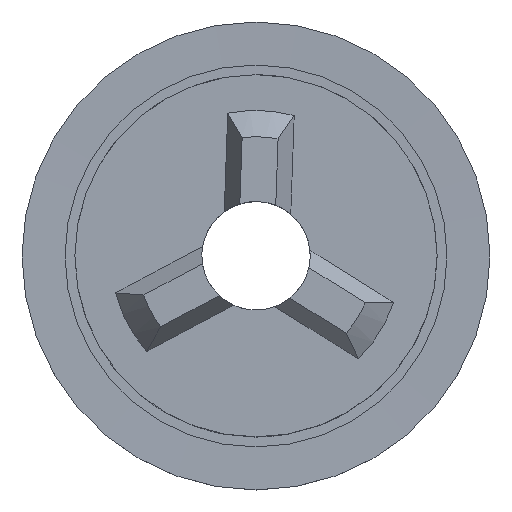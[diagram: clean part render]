
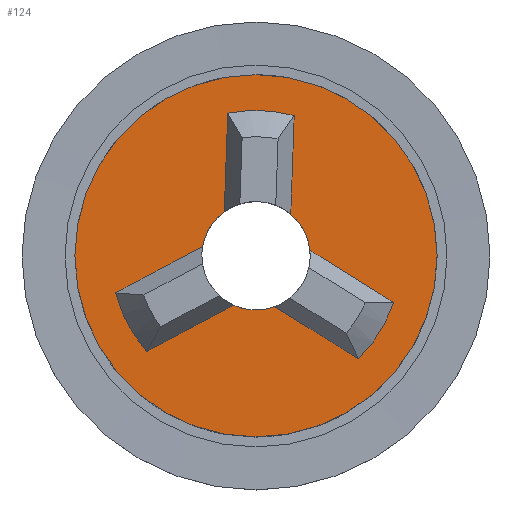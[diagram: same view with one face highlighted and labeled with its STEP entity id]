
A CAD part, top view. The second image highlights one B-rep face of the part: STEP entity #124.
In plain terms, the highlighted planar face has unit normal (0, 0, 1).
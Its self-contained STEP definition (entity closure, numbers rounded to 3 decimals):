
#72=LINE('',#776,#84);
#73=LINE('',#780,#85);
#74=LINE('',#781,#86);
#75=LINE('',#785,#87);
#76=LINE('',#786,#88);
#77=LINE('',#790,#89);
#84=VECTOR('',#602,1.);
#85=VECTOR('',#605,1.);
#86=VECTOR('',#606,1.);
#87=VECTOR('',#609,1.);
#88=VECTOR('',#610,1.);
#89=VECTOR('',#613,1.);
#97=PLANE('',#534);
#124=ADVANCED_FACE('',(#163,#164),#97,.T.);
#163=FACE_BOUND('',#195,.T.);
#164=FACE_BOUND('',#196,.T.);
#195=EDGE_LOOP('',(#252,#253,#254,#255,#256,#257,#258,#259,#260,#261,#262,
#263));
#196=EDGE_LOOP('',(#264));
#252=ORIENTED_EDGE('',*,*,#386,.F.);
#253=ORIENTED_EDGE('',*,*,#396,.F.);
#254=ORIENTED_EDGE('',*,*,#397,.T.);
#255=ORIENTED_EDGE('',*,*,#398,.T.);
#256=ORIENTED_EDGE('',*,*,#382,.F.);
#257=ORIENTED_EDGE('',*,*,#399,.F.);
#258=ORIENTED_EDGE('',*,*,#400,.T.);
#259=ORIENTED_EDGE('',*,*,#401,.T.);
#260=ORIENTED_EDGE('',*,*,#391,.F.);
#261=ORIENTED_EDGE('',*,*,#402,.F.);
#262=ORIENTED_EDGE('',*,*,#403,.T.);
#263=ORIENTED_EDGE('',*,*,#404,.T.);
#264=ORIENTED_EDGE('',*,*,#405,.F.);
#341=VERTEX_POINT('',#727);
#342=VERTEX_POINT('',#729);
#345=VERTEX_POINT('',#741);
#346=VERTEX_POINT('',#743);
#350=VERTEX_POINT('',#760);
#351=VERTEX_POINT('',#762);
#355=VERTEX_POINT('',#777);
#356=VERTEX_POINT('',#779);
#357=VERTEX_POINT('',#782);
#358=VERTEX_POINT('',#784);
#359=VERTEX_POINT('',#787);
#360=VERTEX_POINT('',#789);
#361=VERTEX_POINT('',#792);
#382=EDGE_CURVE('',#341,#342,#433,.T.);
#386=EDGE_CURVE('',#345,#346,#435,.T.);
#391=EDGE_CURVE('',#350,#351,#437,.T.);
#396=EDGE_CURVE('',#355,#345,#72,.T.);
#397=EDGE_CURVE('',#355,#356,#441,.T.);
#398=EDGE_CURVE('',#356,#342,#73,.T.);
#399=EDGE_CURVE('',#357,#341,#74,.T.);
#400=EDGE_CURVE('',#357,#358,#442,.T.);
#401=EDGE_CURVE('',#358,#351,#75,.T.);
#402=EDGE_CURVE('',#359,#350,#76,.T.);
#403=EDGE_CURVE('',#359,#360,#443,.T.);
#404=EDGE_CURVE('',#360,#346,#77,.T.);
#405=EDGE_CURVE('',#361,#361,#444,.T.);
#433=CIRCLE('',#519,2.05);
#435=CIRCLE('',#521,2.05);
#437=CIRCLE('',#523,2.05);
#441=CIRCLE('',#530,5.5);
#442=CIRCLE('',#531,5.5);
#443=CIRCLE('',#532,5.5);
#444=CIRCLE('',#533,6.85);
#519=AXIS2_PLACEMENT_3D('',#728,#580,#581);
#521=AXIS2_PLACEMENT_3D('',#742,#584,#585);
#523=AXIS2_PLACEMENT_3D('',#761,#588,#589);
#530=AXIS2_PLACEMENT_3D('',#778,#603,#604);
#531=AXIS2_PLACEMENT_3D('',#783,#607,#608);
#532=AXIS2_PLACEMENT_3D('',#788,#611,#612);
#533=AXIS2_PLACEMENT_3D('',#791,#614,#615);
#534=AXIS2_PLACEMENT_3D('',#793,#616,#617);
#580=DIRECTION('',(0.,0.,1.));
#581=DIRECTION('',(0.999,-0.035,0.));
#584=DIRECTION('',(0.,0.,1.));
#585=DIRECTION('',(1.,0.,0.));
#588=DIRECTION('',(0.,0.,1.));
#589=DIRECTION('',(0.999,-0.035,0.));
#602=DIRECTION('',(-0.035,-0.999,0.));
#603=DIRECTION('',(0.,0.,-1.));
#604=DIRECTION('',(-0.999,0.035,0.));
#605=DIRECTION('',(-0.035,-0.999,0.));
#606=DIRECTION('',(-0.848,0.53,0.));
#607=DIRECTION('',(0.,0.,-1.));
#608=DIRECTION('',(-0.999,0.035,0.));
#609=DIRECTION('',(-0.848,0.53,0.));
#610=DIRECTION('',(0.883,0.469,0.));
#611=DIRECTION('',(0.,0.,-1.));
#612=DIRECTION('',(-0.999,0.035,0.));
#613=DIRECTION('',(0.883,0.469,0.));
#614=DIRECTION('',(0.,0.,-1.));
#615=DIRECTION('',(-1.,0.,0.));
#616=DIRECTION('',(0.,0.,1.));
#617=DIRECTION('',(-0.999,0.035,0.));
#727=CARTESIAN_POINT('',(2.039,0.208,-0.1));
#728=CARTESIAN_POINT('',(0.,0.,-0.1));
#729=CARTESIAN_POINT('',(1.313,1.574,-0.1));
#741=CARTESIAN_POINT('',(-1.2,1.662,-0.1));
#742=CARTESIAN_POINT('',(0.,0.,-0.1));
#743=CARTESIAN_POINT('',(-2.02,0.35,-0.1));
#760=CARTESIAN_POINT('',(-0.839,-1.87,-0.1));
#761=CARTESIAN_POINT('',(0.,0.,-0.1));
#762=CARTESIAN_POINT('',(0.707,-1.924,-0.1));
#776=CARTESIAN_POINT('',(-1.047,6.04,-0.1));
#777=CARTESIAN_POINT('',(-1.07,5.395,-0.1));
#778=CARTESIAN_POINT('',(0.,0.,-0.1));
#779=CARTESIAN_POINT('',(1.443,5.307,-0.1));
#780=CARTESIAN_POINT('',(1.466,5.952,-0.1));
#781=CARTESIAN_POINT('',(5.755,-2.113,-0.1));
#782=CARTESIAN_POINT('',(5.207,-1.771,-0.1));
#783=CARTESIAN_POINT('',(0.,0.,-0.1));
#784=CARTESIAN_POINT('',(3.874,-3.904,-0.1));
#785=CARTESIAN_POINT('',(4.422,-4.246,-0.1));
#786=CARTESIAN_POINT('',(-4.707,-3.927,-0.1));
#787=CARTESIAN_POINT('',(-4.137,-3.624,-0.1));
#788=CARTESIAN_POINT('',(0.,0.,-0.1));
#789=CARTESIAN_POINT('',(-5.318,-1.404,-0.1));
#790=CARTESIAN_POINT('',(-5.888,-1.707,-0.1));
#791=CARTESIAN_POINT('',(0.,0.,-0.1));
#792=CARTESIAN_POINT('',(-6.85,0.,-0.1));
#793=CARTESIAN_POINT('',(0.,0.,-0.1));
